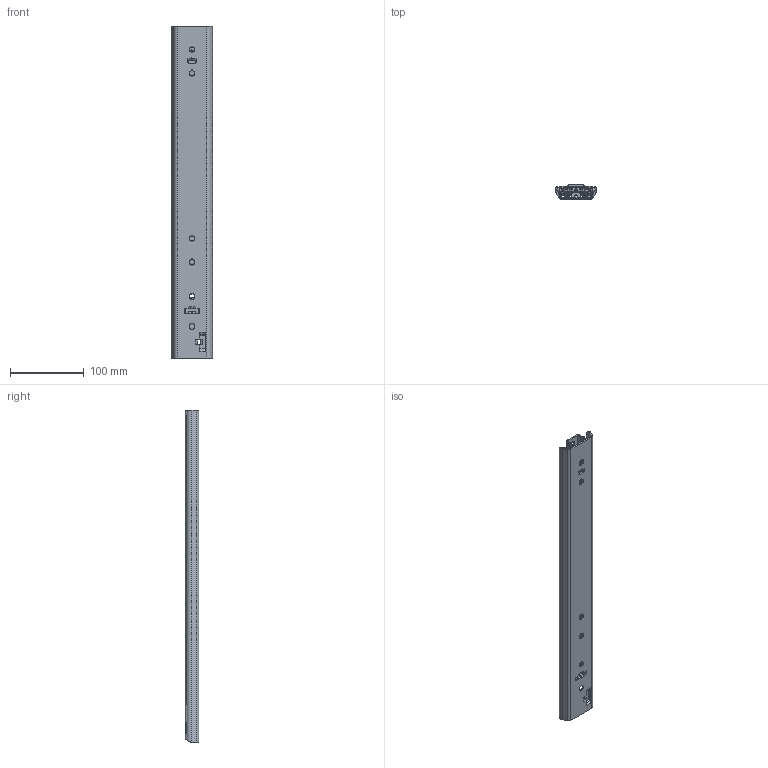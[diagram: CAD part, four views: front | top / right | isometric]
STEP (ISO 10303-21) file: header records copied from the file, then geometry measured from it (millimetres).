
FILE_DESCRIPTION((''),'2;1');
FILE_NAME('112-S64_ASM','2015-05-12T',('w.jans'),(''),'PRO/ENGINEER BY PARAMETRIC TECHNOLOGY CORPORATION, 2003450','PRO/ENGINEER BY PARAMETRIC TECHNOLOGY CORPORATION, 2003450','');
FILE_SCHEMA(('CONFIG_CONTROL_DESIGN'));
Length unit declared in the file: millimetre
Products named in the file (31): 112-S64-SKEL; 511-12-S64-HD_AF0; 511-12-S64-HD_ASM; 515-6XX-12-S64; 911-074; 515-6XX-12-S64_ASM; 512-12-S64-UA2; 512-12-S64-UA2_ASM; 515-7XX-12-S64_AF0; 911-075_AF0; 911-075_AF1; 911-075_AF2; 911-075_AF3; 911-075_AF4; 911-075_AF5; 911-075_AF6; 911-075_AF7; 911-075_AF8; 911-075_AF9; 911-075_AF10; 911-075_AF11; 911-075_AF12; 911-075_AF13; 911-075_AF14; 911-075_AF15; 911-075_AF16; 911-075_AF17; 515-7XX-12-S64_ASM; 513-12-S64-U3; 513-12-S64-U3_ASM; 112-S64_ASM
Assembly tree (53 placements, depth 3):
  112-S64_ASM
    112-S64-SKEL
    511-12-S64-HD_ASM
      511-12-S64-HD_AF0
    515-6XX-12-S64_ASM
      515-6XX-12-S64
      911-074  x24
    512-12-S64-UA2_ASM
      512-12-S64-UA2
    515-7XX-12-S64_ASM
      515-7XX-12-S64_AF0
      911-075_AF0
      911-075_AF1
      911-075_AF2
      911-075_AF3
      911-075_AF4
      911-075_AF5
      911-075_AF6
      911-075_AF7
      911-075_AF8
      911-075_AF9
      911-075_AF10
      911-075_AF11
      911-075_AF12
      911-075_AF13
      911-075_AF14
      911-075_AF15
      911-075_AF16
      911-075_AF17
    513-12-S64-U3_ASM
      513-12-S64-U3
Bounding box: 55.79 x 18.5 x 450 mm (x, y, z)
Volume: 153619.5 mm3; surface area: 205301.6 mm2
Topology: 47 solids, 47 shells, 1374 faces, 3989 edges, 2526 vertices
Faces by surface type: plane 684, cylinder 560, sphere 84, cone 42, torus 4
Entity records: 47311 total; most frequent: CARTESIAN_POINT 11318, ORIENTED_EDGE 7550, DIRECTION 7430, EDGE_CURVE 3775, AXIS2_PLACEMENT_3D 2558, VERTEX_POINT 2480, VECTOR 2314, LINE 2314
